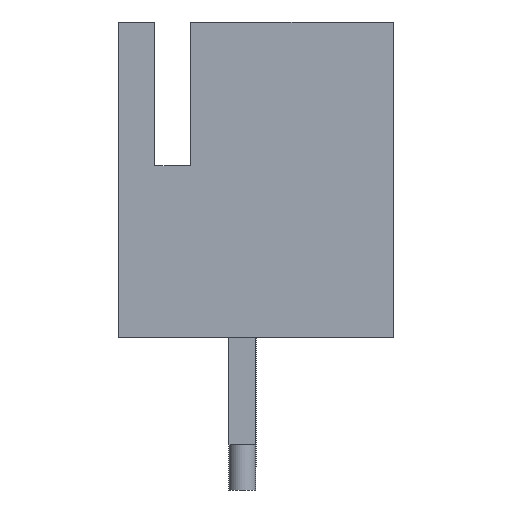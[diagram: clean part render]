
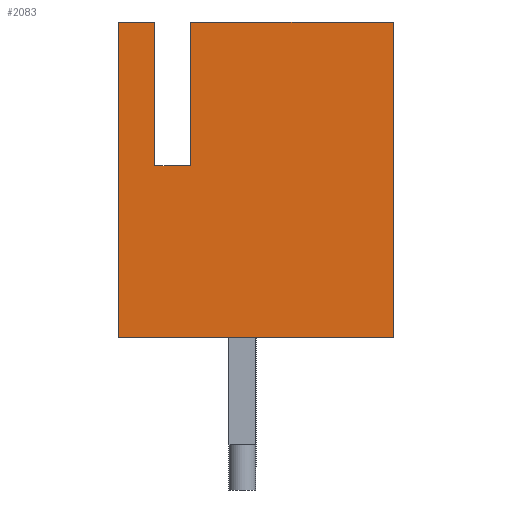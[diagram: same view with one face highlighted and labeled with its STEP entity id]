
A CAD part, left-side view. The second image highlights one B-rep face of the part: STEP entity #2083.
In plain terms, the highlighted planar face has unit normal (-1, 0, 0).
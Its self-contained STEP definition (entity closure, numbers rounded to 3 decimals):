
#1569 = VERTEX_POINT ( 'NONE', #3589 ) ;
#2023 = EDGE_CURVE ( 'NONE', #1569, #2531, #4432, .T. ) ;
#2083 = ADVANCED_FACE ( 'NONE', ( #4514 ), #4560, .F. ) ;
#2093 = ORIENTED_EDGE ( 'NONE', *, *, #2094, .F. ) ;
#2094 = EDGE_CURVE ( 'NONE', #2095, #2160, #4544, .T. ) ;
#2095 = VERTEX_POINT ( 'NONE', #4540 ) ;
#2096 = ORIENTED_EDGE ( 'NONE', *, *, #2153, .F. ) ;
#2097 = VERTEX_POINT ( 'NONE', #4539 ) ;
#2103 = EDGE_CURVE ( 'NONE', #2142, #2104, #4586, .T. ) ;
#2104 = VERTEX_POINT ( 'NONE', #4582 ) ;
#2105 = ORIENTED_EDGE ( 'NONE', *, *, #2106, .T. ) ;
#2106 = EDGE_CURVE ( 'NONE', #2531, #2104, #4580, .T. ) ;
#2107 = ORIENTED_EDGE ( 'NONE', *, *, #2103, .F. ) ;
#2141 = ORIENTED_EDGE ( 'NONE', *, *, #2159, .T. ) ;
#2142 = VERTEX_POINT ( 'NONE', #4662 ) ;
#2147 = ORIENTED_EDGE ( 'NONE', *, *, #2148, .F. ) ;
#2148 = EDGE_CURVE ( 'NONE', #1569, #2097, #4710, .T. ) ;
#2149 = ORIENTED_EDGE ( 'NONE', *, *, #2023, .T. ) ;
#2153 = EDGE_CURVE ( 'NONE', #2097, #2095, #4703, .T. ) ;
#2159 = EDGE_CURVE ( 'NONE', #2164, #2160, #4729, .T. ) ;
#2160 = VERTEX_POINT ( 'NONE', #4725 ) ;
#2161 = EDGE_LOOP ( 'NONE', ( #2162, #2141, #2093, #2096, #2147, #2149, #2105, #2107 ) ) ;
#2162 = ORIENTED_EDGE ( 'NONE', *, *, #2163, .T. ) ;
#2163 = EDGE_CURVE ( 'NONE', #2142, #2164, #4724, .T. ) ;
#2164 = VERTEX_POINT ( 'NONE', #4720 ) ;
#2531 = VERTEX_POINT ( 'NONE', #5602 ) ;
#3589 = CARTESIAN_POINT ( 'NONE',  ( 0., 6.1, -7. ) ) ;
#4429 = DIRECTION ( 'NONE',  ( 0., -1., 0. ) ) ;
#4430 = VECTOR ( 'NONE', #4429, 1000. ) ;
#4431 = CARTESIAN_POINT ( 'NONE',  ( 0., 6.1, -7. ) ) ;
#4432 = LINE ( 'NONE', #4431, #4430 ) ;
#4514 = FACE_OUTER_BOUND ( 'NONE', #2161, .T. ) ;
#4539 = CARTESIAN_POINT ( 'NONE',  ( 0., 6.1, 0. ) ) ;
#4540 = CARTESIAN_POINT ( 'NONE',  ( 0., 5.3, 0. ) ) ;
#4541 = DIRECTION ( 'NONE',  ( 0., 0., -1. ) ) ;
#4542 = VECTOR ( 'NONE', #4541, 1000. ) ;
#4543 = CARTESIAN_POINT ( 'NONE',  ( 0., 5.3, 0. ) ) ;
#4544 = LINE ( 'NONE', #4543, #4542 ) ;
#4555 = DIRECTION ( 'NONE',  ( 0., 0., -1. ) ) ;
#4556 = DIRECTION ( 'NONE',  ( 1., 0., 0. ) ) ;
#4557 = CARTESIAN_POINT ( 'NONE',  ( 0., 6.1, 0. ) ) ;
#4558 = AXIS2_PLACEMENT_3D ( 'NONE', #4557, #4556, #4555 ) ;
#4560 = PLANE ( 'NONE',  #4558 ) ;
#4577 = DIRECTION ( 'NONE',  ( 0., 0., 1. ) ) ;
#4578 = VECTOR ( 'NONE', #4577, 1000. ) ;
#4579 = CARTESIAN_POINT ( 'NONE',  ( 0., 0., 0. ) ) ;
#4580 = LINE ( 'NONE', #4579, #4578 ) ;
#4582 = CARTESIAN_POINT ( 'NONE',  ( 0., 0., 0. ) ) ;
#4583 = DIRECTION ( 'NONE',  ( 0., -1., 0. ) ) ;
#4584 = VECTOR ( 'NONE', #4583, 1000. ) ;
#4585 = CARTESIAN_POINT ( 'NONE',  ( 0., 6.1, 0. ) ) ;
#4586 = LINE ( 'NONE', #4585, #4584 ) ;
#4662 = CARTESIAN_POINT ( 'NONE',  ( 0., 4.5, 0. ) ) ;
#4700 = DIRECTION ( 'NONE',  ( 0., -1., 0. ) ) ;
#4701 = VECTOR ( 'NONE', #4700, 1000. ) ;
#4702 = CARTESIAN_POINT ( 'NONE',  ( 0., 6.1, 0. ) ) ;
#4703 = LINE ( 'NONE', #4702, #4701 ) ;
#4707 = DIRECTION ( 'NONE',  ( 0., 0., 1. ) ) ;
#4708 = VECTOR ( 'NONE', #4707, 1000. ) ;
#4709 = CARTESIAN_POINT ( 'NONE',  ( 0., 6.1, 0. ) ) ;
#4710 = LINE ( 'NONE', #4709, #4708 ) ;
#4720 = CARTESIAN_POINT ( 'NONE',  ( 0., 4.5, -3.2 ) ) ;
#4721 = DIRECTION ( 'NONE',  ( 0., 0., -1. ) ) ;
#4722 = VECTOR ( 'NONE', #4721, 1000. ) ;
#4723 = CARTESIAN_POINT ( 'NONE',  ( 0., 4.5, 0. ) ) ;
#4724 = LINE ( 'NONE', #4723, #4722 ) ;
#4725 = CARTESIAN_POINT ( 'NONE',  ( 0., 5.3, -3.2 ) ) ;
#4726 = DIRECTION ( 'NONE',  ( 0., 1., 0. ) ) ;
#4727 = VECTOR ( 'NONE', #4726, 1000. ) ;
#4728 = CARTESIAN_POINT ( 'NONE',  ( 0., 4.5, -3.2 ) ) ;
#4729 = LINE ( 'NONE', #4728, #4727 ) ;
#5602 = CARTESIAN_POINT ( 'NONE',  ( 0., 0., -7. ) ) ;
